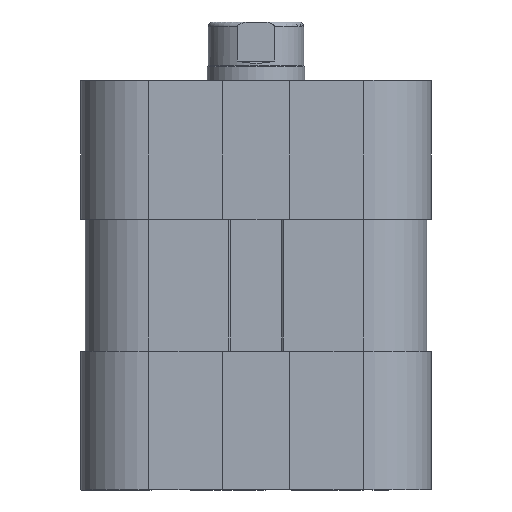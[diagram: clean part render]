
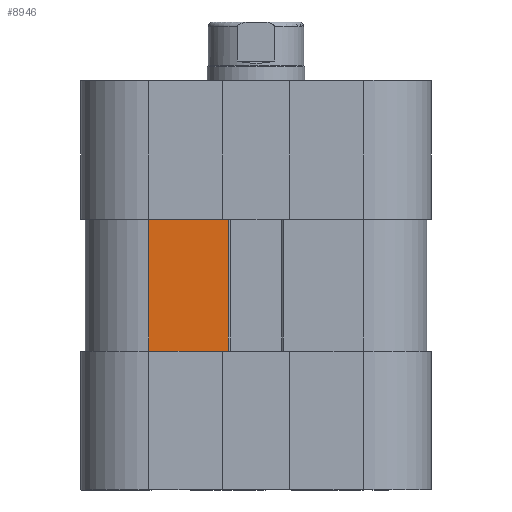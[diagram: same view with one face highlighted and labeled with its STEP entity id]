
A CAD part, front view. The second image highlights one B-rep face of the part: STEP entity #8946.
In plain terms, the highlighted planar face has unit normal (0, -1, 0).
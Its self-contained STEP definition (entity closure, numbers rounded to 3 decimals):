
#191=LINE('',#13897,#911);
#230=LINE('',#14081,#950);
#363=LINE('',#14475,#1083);
#364=LINE('',#14477,#1084);
#911=VECTOR('',#11001,8.15);
#950=VECTOR('',#11148,8.15);
#1083=VECTOR('',#11571,13.5);
#1084=VECTOR('',#11574,13.5);
#1648=PLANE('',#9797);
#2505=FACE_OUTER_BOUND('',#3199,.T.);
#3199=EDGE_LOOP('',(#7239,#7240,#7241,#7242));
#4417=VERTEX_POINT('',#13894);
#4418=VERTEX_POINT('',#13896);
#4508=VERTEX_POINT('',#14078);
#4509=VERTEX_POINT('',#14080);
#5301=EDGE_CURVE('',#4418,#4417,#191,.T.);
#5392=EDGE_CURVE('',#4509,#4508,#230,.T.);
#5590=EDGE_CURVE('',#4418,#4508,#363,.T.);
#5591=EDGE_CURVE('',#4417,#4509,#364,.T.);
#7239=ORIENTED_EDGE('',*,*,#5301,.T.);
#7240=ORIENTED_EDGE('',*,*,#5591,.T.);
#7241=ORIENTED_EDGE('',*,*,#5392,.T.);
#7242=ORIENTED_EDGE('',*,*,#5590,.F.);
#8946=ADVANCED_FACE('',(#2505),#1648,.T.);
#9797=AXIS2_PLACEMENT_3D('',#14476,#11572,#11573);
#11001=DIRECTION('',(-1.,0.,0.));
#11148=DIRECTION('',(1.,0.,0.));
#11571=DIRECTION('',(0.,0.,-1.));
#11572=DIRECTION('center_axis',(0.,-1.,0.));
#11573=DIRECTION('ref_axis',(0.,0.,-1.));
#11574=DIRECTION('',(0.,0.,-1.));
#13894=CARTESIAN_POINT('',(-11.,-17.5,13.6));
#13896=CARTESIAN_POINT('',(-2.85,-17.5,13.6));
#13897=CARTESIAN_POINT('',(-2.85,-17.5,13.6));
#14078=CARTESIAN_POINT('',(-2.85,-17.5,0.1));
#14080=CARTESIAN_POINT('',(-11.,-17.5,0.1));
#14081=CARTESIAN_POINT('',(-2.85,-17.5,0.1));
#14475=CARTESIAN_POINT('',(-2.85,-17.5,6.85));
#14476=CARTESIAN_POINT('Origin',(-2.85,-17.5,6.85));
#14477=CARTESIAN_POINT('',(-11.,-17.5,6.85));
